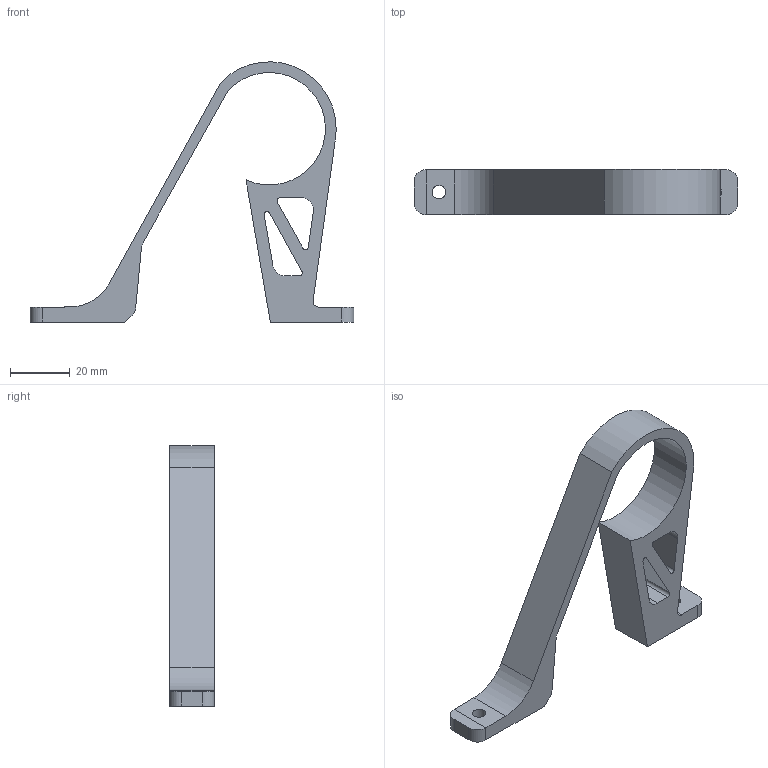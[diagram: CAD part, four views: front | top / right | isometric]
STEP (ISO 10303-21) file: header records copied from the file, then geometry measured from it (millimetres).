
FILE_DESCRIPTION(/* description */ ('STEP AP242'),/* implementation_level */ '2;1');
FILE_NAME(/* name */ '',/* time_stamp */ '2025-02-17T17:05:27+03:00',/* author */ ('Phantom'),/* organization */ ('UNSPECIFIED'),/* preprocessor_version */ 'ST-DEVELOPER v20',/* originating_system */ 'Autodesk Inventor 2025',/* authorisation */ '');
FILE_SCHEMA (('AUTOMOTIVE_DESIGN { 1 0 10303 214 3 1 1 }'));
Length unit declared in the file: millimetre
Products named in the file (1): подпорка для 
мотора
Bounding box: 108 x 15 x 86.82 mm (x, y, z)
Volume: 24075.9 mm3; surface area: 12564.4 mm2
Topology: 1 solids, 1 shells, 39 faces, 109 edges, 72 vertices
Faces by surface type: plane 21, cylinder 18
Full cylindrical faces by diameter (mm): 4.5 x2
Entity records: 1325 total; most frequent: DIRECTION 225, CARTESIAN_POINT 221, ORIENTED_EDGE 218, EDGE_CURVE 109, AXIS2_PLACEMENT_3D 76, LINE 73, VECTOR 73, VERTEX_POINT 72
